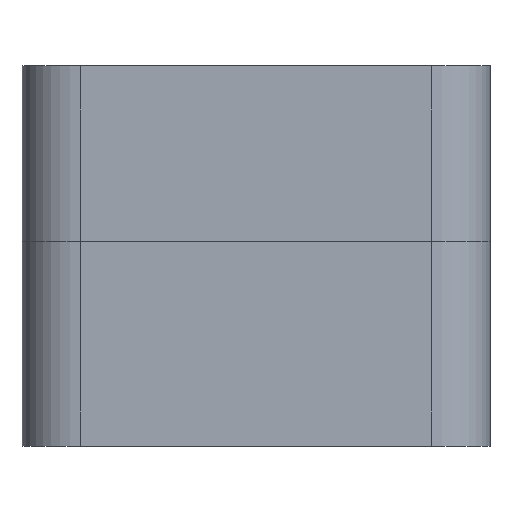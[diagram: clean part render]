
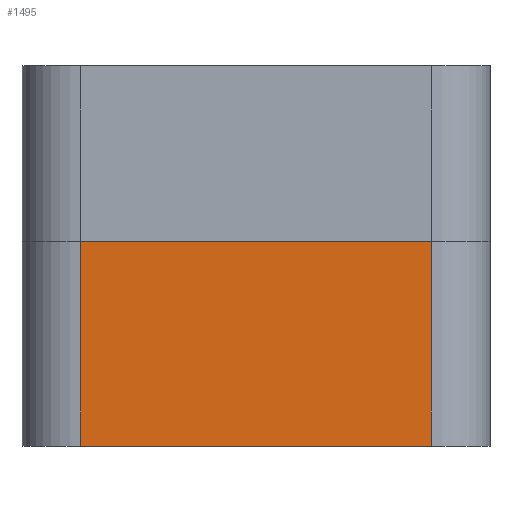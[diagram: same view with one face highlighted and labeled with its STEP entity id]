
A CAD part, left-side view. The second image highlights one B-rep face of the part: STEP entity #1495.
In plain terms, the highlighted planar face has unit normal (-1, 0, 0).
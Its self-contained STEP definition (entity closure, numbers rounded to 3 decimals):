
#243 = PLANE('',#244);
#244 = AXIS2_PLACEMENT_3D('',#245,#246,#247);
#245 = CARTESIAN_POINT('',(-60.,13.5,-1.));
#246 = DIRECTION('',(0.,0.,1.));
#247 = DIRECTION('',(1.,0.,0.));
#445 = CYLINDRICAL_SURFACE('',#446,2.);
#446 = AXIS2_PLACEMENT_3D('',#447,#448,#449);
#447 = CARTESIAN_POINT('',(-44.,15.5,-8.));
#448 = DIRECTION('',(0.,0.,1.));
#449 = DIRECTION('',(0.,-1.,0.));
#473 = PLANE('',#474);
#474 = AXIS2_PLACEMENT_3D('',#475,#476,#477);
#475 = CARTESIAN_POINT('',(-46.,13.5,-8.));
#476 = DIRECTION('',(0.,0.,1.));
#477 = DIRECTION('',(1.,0.,0.));
#681 = CYLINDRICAL_SURFACE('',#682,2.);
#682 = AXIS2_PLACEMENT_3D('',#683,#684,#685);
#683 = CARTESIAN_POINT('',(-44.,27.5,-8.));
#684 = DIRECTION('',(0.,0.,1.));
#685 = DIRECTION('',(0.,1.,0.));
#774 = VERTEX_POINT('',#775);
#775 = CARTESIAN_POINT('',(-46.,15.5,-1.));
#801 = EDGE_CURVE('',#774,#802,#804,.T.);
#802 = VERTEX_POINT('',#803);
#803 = CARTESIAN_POINT('',(-46.,27.5,-1.));
#804 = SURFACE_CURVE('',#805,(#809,#815),.PCURVE_S1.);
#805 = LINE('',#806,#807);
#806 = CARTESIAN_POINT('',(-46.,13.5,-1.));
#807 = VECTOR('',#808,1.);
#808 = DIRECTION('',(0.,1.,0.));
#809 = PCURVE('',#243,#810);
#810 = DEFINITIONAL_REPRESENTATION('',(#811),#814);
#811 = B_SPLINE_CURVE_WITH_KNOTS('',1,(#812,#813),.UNSPECIFIED.,.F.,.F.,
  (2,2),(0.,16.),.PIECEWISE_BEZIER_KNOTS.);
#812 = CARTESIAN_POINT('',(14.,0.));
#813 = CARTESIAN_POINT('',(14.,16.));
#814 = ( GEOMETRIC_REPRESENTATION_CONTEXT(2) 
PARAMETRIC_REPRESENTATION_CONTEXT() REPRESENTATION_CONTEXT('2D SPACE',''
  ) );
#815 = PCURVE('',#816,#821);
#816 = PLANE('',#817);
#817 = AXIS2_PLACEMENT_3D('',#818,#819,#820);
#818 = CARTESIAN_POINT('',(-46.,13.5,-8.));
#819 = DIRECTION('',(1.,0.,0.));
#820 = DIRECTION('',(0.,0.,1.));
#821 = DEFINITIONAL_REPRESENTATION('',(#822),#825);
#822 = B_SPLINE_CURVE_WITH_KNOTS('',1,(#823,#824),.UNSPECIFIED.,.F.,.F.,
  (2,2),(0.,16.),.PIECEWISE_BEZIER_KNOTS.);
#823 = CARTESIAN_POINT('',(7.,0.));
#824 = CARTESIAN_POINT('',(7.,-16.));
#825 = ( GEOMETRIC_REPRESENTATION_CONTEXT(2) 
PARAMETRIC_REPRESENTATION_CONTEXT() REPRESENTATION_CONTEXT('2D SPACE',''
  ) );
#916 = VERTEX_POINT('',#917);
#917 = CARTESIAN_POINT('',(-46.,15.5,-8.));
#943 = EDGE_CURVE('',#916,#774,#944,.T.);
#944 = SURFACE_CURVE('',#945,(#949,#956),.PCURVE_S1.);
#945 = LINE('',#946,#947);
#946 = CARTESIAN_POINT('',(-46.,15.5,-8.));
#947 = VECTOR('',#948,1.);
#948 = DIRECTION('',(0.,0.,1.));
#949 = PCURVE('',#445,#950);
#950 = DEFINITIONAL_REPRESENTATION('',(#951),#955);
#951 = LINE('',#952,#953);
#952 = CARTESIAN_POINT('',(-1.571,0.));
#953 = VECTOR('',#954,1.);
#954 = DIRECTION('',(-0.,1.));
#955 = ( GEOMETRIC_REPRESENTATION_CONTEXT(2) 
PARAMETRIC_REPRESENTATION_CONTEXT() REPRESENTATION_CONTEXT('2D SPACE',''
  ) );
#956 = PCURVE('',#816,#957);
#957 = DEFINITIONAL_REPRESENTATION('',(#958),#962);
#958 = LINE('',#959,#960);
#959 = CARTESIAN_POINT('',(0.,-2.));
#960 = VECTOR('',#961,1.);
#961 = DIRECTION('',(1.,0.));
#962 = ( GEOMETRIC_REPRESENTATION_CONTEXT(2) 
PARAMETRIC_REPRESENTATION_CONTEXT() REPRESENTATION_CONTEXT('2D SPACE',''
  ) );
#969 = EDGE_CURVE('',#916,#970,#972,.T.);
#970 = VERTEX_POINT('',#971);
#971 = CARTESIAN_POINT('',(-46.,27.5,-8.));
#972 = SURFACE_CURVE('',#973,(#977,#984),.PCURVE_S1.);
#973 = LINE('',#974,#975);
#974 = CARTESIAN_POINT('',(-46.,13.5,-8.));
#975 = VECTOR('',#976,1.);
#976 = DIRECTION('',(0.,1.,0.));
#977 = PCURVE('',#473,#978);
#978 = DEFINITIONAL_REPRESENTATION('',(#979),#983);
#979 = LINE('',#980,#981);
#980 = CARTESIAN_POINT('',(0.,0.));
#981 = VECTOR('',#982,1.);
#982 = DIRECTION('',(0.,1.));
#983 = ( GEOMETRIC_REPRESENTATION_CONTEXT(2) 
PARAMETRIC_REPRESENTATION_CONTEXT() REPRESENTATION_CONTEXT('2D SPACE',''
  ) );
#984 = PCURVE('',#816,#985);
#985 = DEFINITIONAL_REPRESENTATION('',(#986),#990);
#986 = LINE('',#987,#988);
#987 = CARTESIAN_POINT('',(0.,0.));
#988 = VECTOR('',#989,1.);
#989 = DIRECTION('',(0.,-1.));
#990 = ( GEOMETRIC_REPRESENTATION_CONTEXT(2) 
PARAMETRIC_REPRESENTATION_CONTEXT() REPRESENTATION_CONTEXT('2D SPACE',''
  ) );
#1473 = EDGE_CURVE('',#970,#802,#1474,.T.);
#1474 = SURFACE_CURVE('',#1475,(#1479,#1486),.PCURVE_S1.);
#1475 = LINE('',#1476,#1477);
#1476 = CARTESIAN_POINT('',(-46.,27.5,-8.));
#1477 = VECTOR('',#1478,1.);
#1478 = DIRECTION('',(0.,0.,1.));
#1479 = PCURVE('',#681,#1480);
#1480 = DEFINITIONAL_REPRESENTATION('',(#1481),#1485);
#1481 = LINE('',#1482,#1483);
#1482 = CARTESIAN_POINT('',(1.571,0.));
#1483 = VECTOR('',#1484,1.);
#1484 = DIRECTION('',(0.,1.));
#1485 = ( GEOMETRIC_REPRESENTATION_CONTEXT(2) 
PARAMETRIC_REPRESENTATION_CONTEXT() REPRESENTATION_CONTEXT('2D SPACE',''
  ) );
#1486 = PCURVE('',#816,#1487);
#1487 = DEFINITIONAL_REPRESENTATION('',(#1488),#1492);
#1488 = LINE('',#1489,#1490);
#1489 = CARTESIAN_POINT('',(0.,-14.));
#1490 = VECTOR('',#1491,1.);
#1491 = DIRECTION('',(1.,0.));
#1492 = ( GEOMETRIC_REPRESENTATION_CONTEXT(2) 
PARAMETRIC_REPRESENTATION_CONTEXT() REPRESENTATION_CONTEXT('2D SPACE',''
  ) );
#1495 = ADVANCED_FACE('',(#1496),#816,.F.);
#1496 = FACE_BOUND('',#1497,.F.);
#1497 = EDGE_LOOP('',(#1498,#1499,#1500,#1501));
#1498 = ORIENTED_EDGE('',*,*,#801,.F.);
#1499 = ORIENTED_EDGE('',*,*,#943,.F.);
#1500 = ORIENTED_EDGE('',*,*,#969,.T.);
#1501 = ORIENTED_EDGE('',*,*,#1473,.T.);
